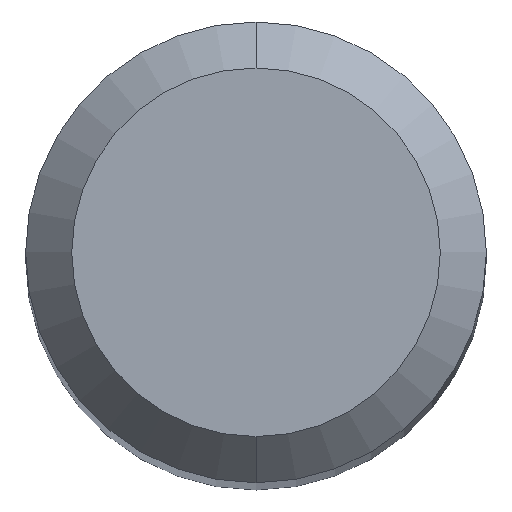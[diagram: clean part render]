
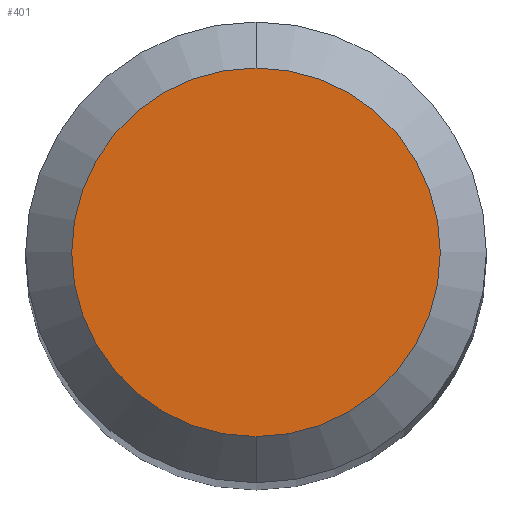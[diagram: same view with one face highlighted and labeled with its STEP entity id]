
A CAD part, top view. The second image highlights one B-rep face of the part: STEP entity #401.
In plain terms, the highlighted planar face has unit normal (0, 0, 1).
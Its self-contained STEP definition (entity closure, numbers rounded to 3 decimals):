
#243=VERTEX_POINT('',#555);
#269=EDGE_CURVE('',#243,#365,#586,.T.);
#319=EDGE_CURVE('',#365,#243,#642,.T.);
#365=VERTEX_POINT('',#692);
#401=ADVANCED_FACE('',(#729),#730,.T.);
#555=CARTESIAN_POINT('',(0.,-1.2,0.0));
#586=CIRCLE('',#1036,1.2);
#642=CIRCLE('',#1192,1.2);
#692=CARTESIAN_POINT('',(0.0,1.2,0.0));
#729=FACE_OUTER_BOUND('',#1359,.T.);
#730=PLANE('',#1360);
#1036=AXIS2_PLACEMENT_3D('',#1572,#1573,#1574);
#1192=AXIS2_PLACEMENT_3D('',#1631,#1632,#1633);
#1359=EDGE_LOOP('',(#1711,#1712));
#1360=AXIS2_PLACEMENT_3D('',#1713,#1714,#1715);
#1572=CARTESIAN_POINT('',(0.0,0.0,0.0));
#1573=DIRECTION('',(0.0,0.0,-1.0));
#1574=DIRECTION('',(0.0,1.0,0.0));
#1631=CARTESIAN_POINT('',(0.0,0.0,0.0));
#1632=DIRECTION('',(0.0,0.0,-1.0));
#1633=DIRECTION('',(0.0,1.0,0.0));
#1711=ORIENTED_EDGE('',*,*,#319,.F.);
#1712=ORIENTED_EDGE('',*,*,#269,.F.);
#1713=CARTESIAN_POINT('',(0.0,0.6,0.0));
#1714=DIRECTION('',(-0.0,0.0,1.0));
#1715=DIRECTION('',(0.0,-1.0,0.0));
